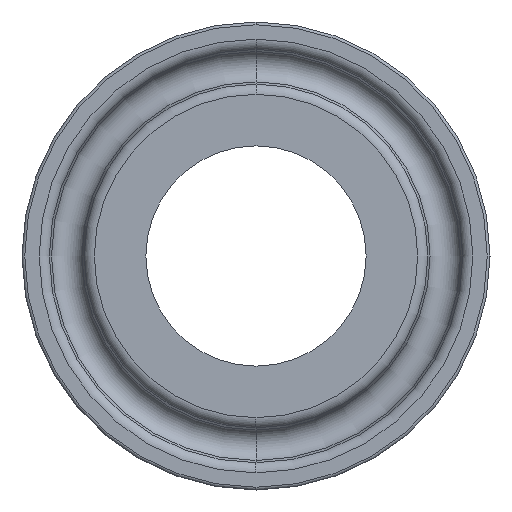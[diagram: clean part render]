
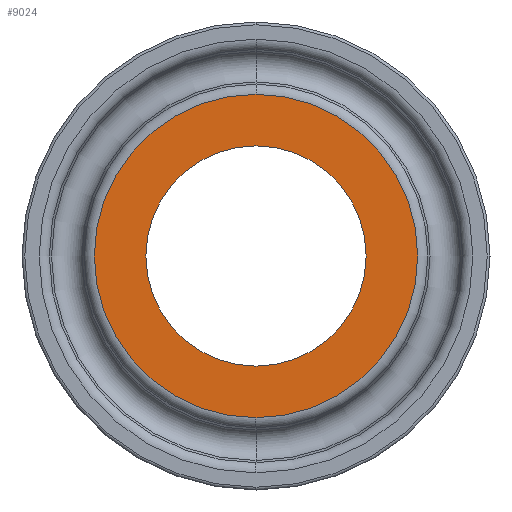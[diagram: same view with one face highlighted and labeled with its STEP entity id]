
A CAD part, left-side view. The second image highlights one B-rep face of the part: STEP entity #9024.
In plain terms, the highlighted planar face has unit normal (-1, 0, 0).
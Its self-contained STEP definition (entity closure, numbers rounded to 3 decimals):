
#111 = AXIS2_PLACEMENT_3D ( 'NONE', #14447, #13281, #6909 ) ;
#321 = EDGE_LOOP ( 'NONE', ( #3214, #10684 ) ) ;
#436 = DIRECTION ( 'NONE',  ( -1., 0., 0. ) ) ;
#621 = AXIS2_PLACEMENT_3D ( 'NONE', #6481, #436, #9397 ) ;
#907 = AXIS2_PLACEMENT_3D ( 'NONE', #10470, #12863, #9146 ) ;
#1022 = CARTESIAN_POINT ( 'NONE',  ( 0., 0., 8. ) ) ;
#1178 = CIRCLE ( 'NONE', #111, 11.747 ) ;
#2447 = AXIS2_PLACEMENT_3D ( 'NONE', #3507, #2519, #13615 ) ;
#2519 = DIRECTION ( 'NONE',  ( 1., 0., 0. ) ) ;
#2666 = EDGE_CURVE ( 'NONE', #12805, #12332, #1178, .T. ) ;
#3214 = ORIENTED_EDGE ( 'NONE', *, *, #2666, .T. ) ;
#3507 = CARTESIAN_POINT ( 'NONE',  ( 0., 16.8, 0. ) ) ;
#3864 = CARTESIAN_POINT ( 'NONE',  ( 0., 0., -11.747 ) ) ;
#5130 = CIRCLE ( 'NONE', #907, 8. ) ;
#5230 = VERTEX_POINT ( 'NONE', #1022 ) ;
#6340 = VERTEX_POINT ( 'NONE', #7893 ) ;
#6481 = CARTESIAN_POINT ( 'NONE',  ( 0., 0., 0. ) ) ;
#6702 = CIRCLE ( 'NONE', #621, 8. ) ;
#6909 = DIRECTION ( 'NONE',  ( 0., 0., 1. ) ) ;
#6952 = AXIS2_PLACEMENT_3D ( 'NONE', #13552, #13394, #8263 ) ;
#7256 = CARTESIAN_POINT ( 'NONE',  ( 0., 0., 11.747 ) ) ;
#7572 = FACE_OUTER_BOUND ( 'NONE', #321, .T. ) ;
#7893 = CARTESIAN_POINT ( 'NONE',  ( 0., 0., -8. ) ) ;
#8263 = DIRECTION ( 'NONE',  ( 0., 0., 1. ) ) ;
#8565 = PLANE ( 'NONE',  #2447 ) ;
#8725 = EDGE_CURVE ( 'NONE', #12332, #12805, #9051, .T. ) ;
#9024 = ADVANCED_FACE ( 'NONE', ( #16362, #7572 ), #8565, .F. ) ;
#9051 = CIRCLE ( 'NONE', #6952, 11.747 ) ;
#9146 = DIRECTION ( 'NONE',  ( 0., 0., 1. ) ) ;
#9397 = DIRECTION ( 'NONE',  ( 0., 0., 1. ) ) ;
#10470 = CARTESIAN_POINT ( 'NONE',  ( 0., 0., 0. ) ) ;
#10662 = EDGE_LOOP ( 'NONE', ( #15933, #11862 ) ) ;
#10684 = ORIENTED_EDGE ( 'NONE', *, *, #8725, .T. ) ;
#10845 = EDGE_CURVE ( 'NONE', #6340, #5230, #6702, .T. ) ;
#10864 = EDGE_CURVE ( 'NONE', #5230, #6340, #5130, .T. ) ;
#11862 = ORIENTED_EDGE ( 'NONE', *, *, #10845, .F. ) ;
#12332 = VERTEX_POINT ( 'NONE', #3864 ) ;
#12805 = VERTEX_POINT ( 'NONE', #7256 ) ;
#12863 = DIRECTION ( 'NONE',  ( -1., 0., 0. ) ) ;
#13281 = DIRECTION ( 'NONE',  ( -1., 0., 0. ) ) ;
#13394 = DIRECTION ( 'NONE',  ( -1., 0., 0. ) ) ;
#13552 = CARTESIAN_POINT ( 'NONE',  ( 0., 0., 0. ) ) ;
#13615 = DIRECTION ( 'NONE',  ( 0., 0., -1. ) ) ;
#14447 = CARTESIAN_POINT ( 'NONE',  ( 0., 0., 0. ) ) ;
#15933 = ORIENTED_EDGE ( 'NONE', *, *, #10864, .F. ) ;
#16362 = FACE_BOUND ( 'NONE', #10662, .T. ) ;
